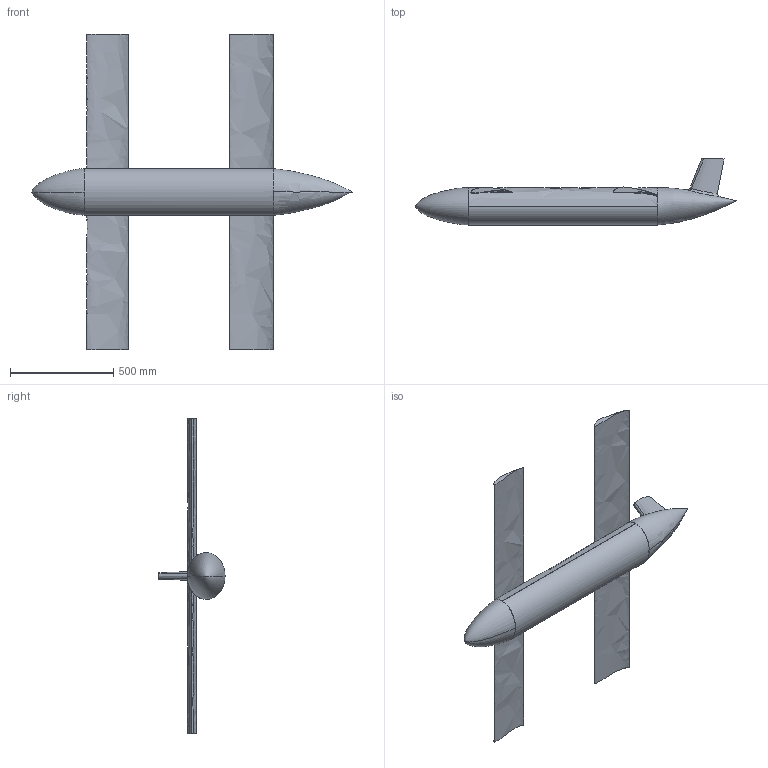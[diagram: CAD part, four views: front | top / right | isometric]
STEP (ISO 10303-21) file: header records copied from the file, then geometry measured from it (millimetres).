
FILE_DESCRIPTION (( 'STEP AP203' ), '1' );
FILE_NAME ('prototype 2.STEP', '2022-05-22T17:13:02', ( '' ), ( '' ), 'SwSTEP 2.0', 'SolidWorks 2022', '' );
FILE_SCHEMA (( 'CONFIG_CONTROL_DESIGN' ));
Length unit declared in the file: millimetre
Products named in the file (1): prototype 2
Bounding box: 1549.22 x 319.5 x 1524 mm (x, y, z)
Volume: 25692097.4 mm3; surface area: 3054000.5 mm2
Topology: 5 solids, 6 shells, 61 faces, 131 edges, 83 vertices
Faces by surface type: plane 31, bspline 27, cylinder 3
Entity records: 14702 total; most frequent: CARTESIAN_POINT 13521, ORIENTED_EDGE 254, DIRECTION 149, EDGE_CURVE 127, VERTEX_POINT 83, EDGE_LOOP 66, VECTOR 63, LINE 63
